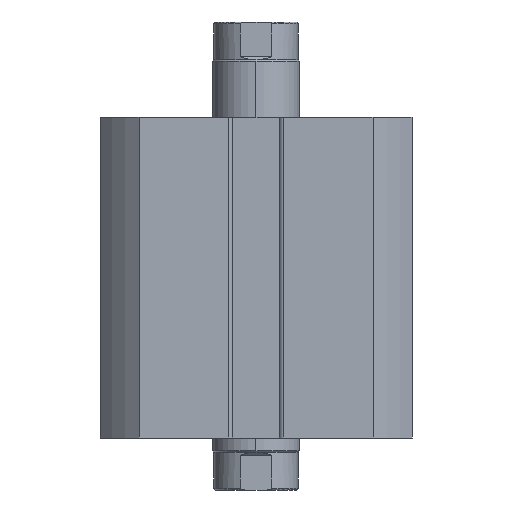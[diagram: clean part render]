
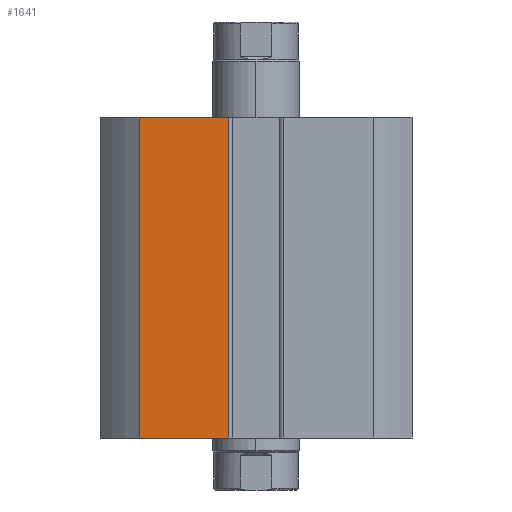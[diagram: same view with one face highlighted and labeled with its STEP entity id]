
A CAD part, front view. The second image highlights one B-rep face of the part: STEP entity #1641.
In plain terms, the highlighted planar face has unit normal (0, -1, 0).
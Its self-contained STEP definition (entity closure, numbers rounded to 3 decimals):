
#138 = CARTESIAN_POINT ( 'NONE',  ( -13.5, -18., 0. ) ) ;
#141 = DIRECTION ( 'NONE',  ( 0., 0., 1. ) ) ;
#144 = CARTESIAN_POINT ( 'NONE',  ( -18., -18., 37. ) ) ;
#183 = DIRECTION ( 'NONE',  ( 1., 0., 0. ) ) ;
#270 = DIRECTION ( 'NONE',  ( 0., 0., 1. ) ) ;
#272 = DIRECTION ( 'NONE',  ( 0., 1., 0. ) ) ;
#275 = PLANE ( 'NONE',  #2276 ) ;
#276 = CARTESIAN_POINT ( 'NONE',  ( -18., -18., 37. ) ) ;
#697 = EDGE_CURVE ( 'NONE', #2449, #2626, #698, .T. ) ;
#698 = LINE ( 'NONE', #1952, #699 ) ;
#699 = VECTOR ( 'NONE', #1942, 1000. ) ;
#738 = VECTOR ( 'NONE', #1870, 1000. ) ;
#746 = LINE ( 'NONE', #1887, #738 ) ;
#774 = EDGE_CURVE ( 'NONE', #2626, #2597, #746, .T. ) ;
#924 = LINE ( 'NONE', #138, #926 ) ;
#926 = VECTOR ( 'NONE', #141, 1000. ) ;
#940 = EDGE_CURVE ( 'NONE', #2449, #2636, #924, .T. ) ;
#942 = LINE ( 'NONE', #144, #943 ) ;
#943 = VECTOR ( 'NONE', #183, 1000. ) ;
#965 = EDGE_CURVE ( 'NONE', #2636, #2597, #942, .T. ) ;
#1641 = ADVANCED_FACE ( 'NONE', ( #3418 ), #275, .F. ) ;
#1870 = DIRECTION ( 'NONE',  ( 0., 0., 1. ) ) ;
#1887 = CARTESIAN_POINT ( 'NONE',  ( -3.2, -18., 37. ) ) ;
#1942 = DIRECTION ( 'NONE',  ( 1., 0., 0. ) ) ;
#1952 = CARTESIAN_POINT ( 'NONE',  ( -18., -18., 0. ) ) ;
#2276 = AXIS2_PLACEMENT_3D ( 'NONE', #276, #272, #270 ) ;
#2449 = VERTEX_POINT ( 'NONE', #5118 ) ;
#2597 = VERTEX_POINT ( 'NONE', #4764 ) ;
#2626 = VERTEX_POINT ( 'NONE', #5477 ) ;
#2636 = VERTEX_POINT ( 'NONE', #4713 ) ;
#3042 = EDGE_LOOP ( 'NONE', ( #4105, #3980, #4125, #4106 ) ) ;
#3418 = FACE_OUTER_BOUND ( 'NONE', #3042, .T. ) ;
#3980 = ORIENTED_EDGE ( 'NONE', *, *, #697, .T. ) ;
#4105 = ORIENTED_EDGE ( 'NONE', *, *, #940, .F. ) ;
#4106 = ORIENTED_EDGE ( 'NONE', *, *, #965, .F. ) ;
#4125 = ORIENTED_EDGE ( 'NONE', *, *, #774, .T. ) ;
#4713 = CARTESIAN_POINT ( 'NONE',  ( -13.5, -18., 37. ) ) ;
#4764 = CARTESIAN_POINT ( 'NONE',  ( -3.2, -18., 37. ) ) ;
#5118 = CARTESIAN_POINT ( 'NONE',  ( -13.5, -18., 0. ) ) ;
#5477 = CARTESIAN_POINT ( 'NONE',  ( -3.2, -18., 0. ) ) ;
